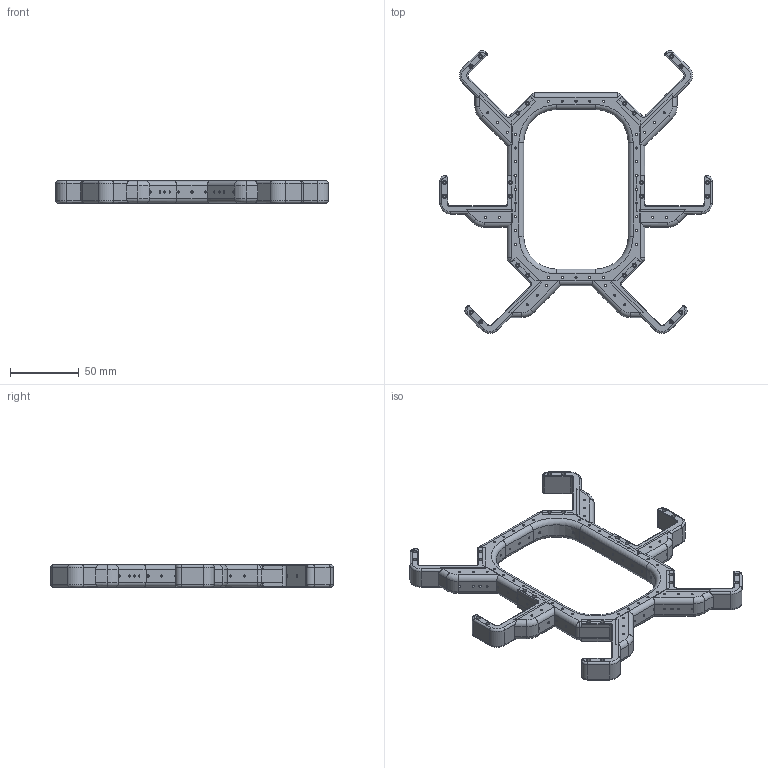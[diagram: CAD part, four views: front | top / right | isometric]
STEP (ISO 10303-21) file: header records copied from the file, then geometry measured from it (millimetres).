
FILE_DESCRIPTION(('FreeCAD Model'),'2;1');
FILE_NAME('frame.step', '2022-11-01T23:34:55',('Author'),(''), 'Open CASCADE STEP processor 7.3','FreeCAD','Unknown');
FILE_SCHEMA(('AUTOMOTIVE_DESIGN { 1 0 10303 214 1 1 1 1 }'));
Products named in the file (1): frame
Bounding box: 198 x 205.39 x 16 mm (x, y, z)
Volume: 139676.6 mm3; surface area: 48145.6 mm2
Topology: 1 solids, 1 shells, 720 faces, 1940 edges, 1126 vertices
Faces by surface type: cylinder 410, plane 222, torus 68, bspline 12, sphere 8
Full cylindrical faces by diameter (mm): 1.5 x184, 1.7 x24, 3 x24
Entity records: 65183 total; most frequent: CARTESIAN_POINT 22828, DIRECTION 6821, ORIENTED_EDGE 3840, PCURVE 3840, DEFINITIONAL_REPRESENTATION 3840, LINE 3151, VECTOR 3151, EDGE_CURVE 1920
